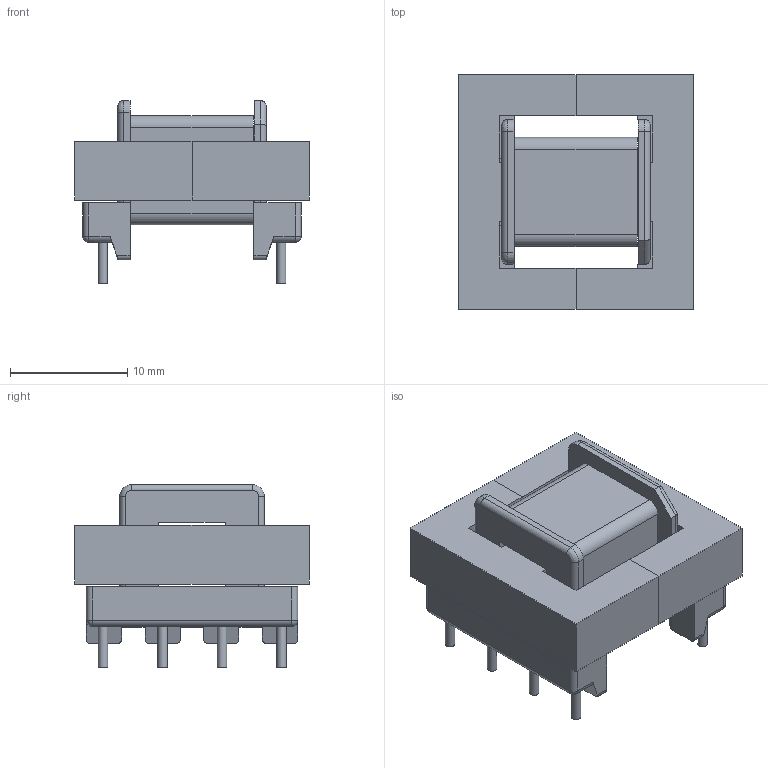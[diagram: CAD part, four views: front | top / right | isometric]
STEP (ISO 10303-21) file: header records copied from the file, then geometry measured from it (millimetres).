
FILE_DESCRIPTION(/* description */ (''),/* implementation_level */ '2;1');
FILE_NAME(/* name */ 'Transformer EE20105 Horizontal v2.step',/* time_stamp */ '2023-06-15T15:23:48+03:00',/* author */ (''),/* organization */ (''),/* preprocessor_version */ 'ST-DEVELOPER v19.2',/* originating_system */ 'Autodesk Translation Framework v12.6.0.85',/* authorisation */ '');
FILE_SCHEMA (('AUTOMOTIVE_DESIGN { 1 0 10303 214 3 1 1 }'));
Length unit declared in the file: millimetre
Products named in the file (5): Transformer EE20105 Horizontal; Carretel_EE20105_Horizontal; Bobina_EE20105_Horizontal; Ferrite_Direito; Ferrite_Esquerdo
Assembly tree (4 placements, depth 2):
  Transformer EE20105 Horizontal
    Carretel_EE20105_Horizontal
    Bobina_EE20105_Horizontal
    Ferrite_Direito
    Ferrite_Esquerdo
Bounding box: 20 x 20 x 15.57 mm (x, y, z)
Volume: 2658.1 mm3; surface area: 3808.4 mm2
Topology: 4 solids, 4 shells, 190 faces, 500 edges, 320 vertices
Faces by surface type: plane 127, cylinder 56, sphere 4, bspline 3
Full cylindrical faces by diameter (mm): 0.8 x8
Entity records: 6175 total; most frequent: CARTESIAN_POINT 1039, DIRECTION 1005, ORIENTED_EDGE 992, EDGE_CURVE 496, LINE 379, VECTOR 379, VERTEX_POINT 320, AXIS2_PLACEMENT_3D 313
